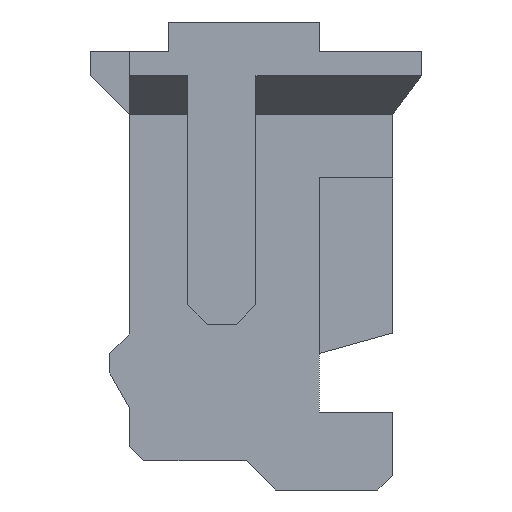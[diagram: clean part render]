
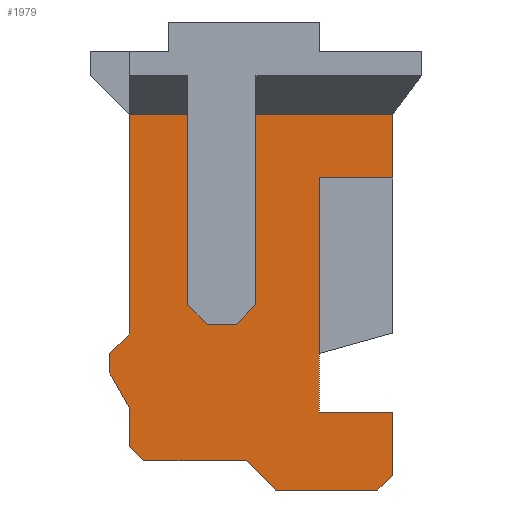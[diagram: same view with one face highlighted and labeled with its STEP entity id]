
A CAD part, left-side view. The second image highlights one B-rep face of the part: STEP entity #1979.
In plain terms, the highlighted planar face has unit normal (-1, 0, 0).
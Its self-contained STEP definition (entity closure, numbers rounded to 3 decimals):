
#196=ORIENTED_EDGE('',*,*,#750,.T.);
#197=ORIENTED_EDGE('',*,*,#751,.T.);
#198=ORIENTED_EDGE('',*,*,#699,.T.);
#199=ORIENTED_EDGE('',*,*,#752,.F.);
#200=ORIENTED_EDGE('',*,*,#753,.T.);
#201=ORIENTED_EDGE('',*,*,#754,.T.);
#202=ORIENTED_EDGE('',*,*,#670,.T.);
#203=ORIENTED_EDGE('',*,*,#755,.F.);
#204=ORIENTED_EDGE('',*,*,#756,.F.);
#205=ORIENTED_EDGE('',*,*,#757,.F.);
#206=ORIENTED_EDGE('',*,*,#758,.F.);
#207=ORIENTED_EDGE('',*,*,#759,.F.);
#208=ORIENTED_EDGE('',*,*,#760,.F.);
#209=ORIENTED_EDGE('',*,*,#761,.F.);
#210=ORIENTED_EDGE('',*,*,#644,.T.);
#211=ORIENTED_EDGE('',*,*,#762,.T.);
#212=ORIENTED_EDGE('',*,*,#763,.T.);
#213=ORIENTED_EDGE('',*,*,#764,.T.);
#214=ORIENTED_EDGE('',*,*,#640,.T.);
#215=ORIENTED_EDGE('',*,*,#765,.T.);
#216=ORIENTED_EDGE('',*,*,#766,.F.);
#217=ORIENTED_EDGE('',*,*,#767,.F.);
#640=EDGE_CURVE('',#925,#924,#1112,.T.);
#644=EDGE_CURVE('',#929,#928,#1116,.T.);
#670=EDGE_CURVE('',#951,#918,#1141,.T.);
#699=EDGE_CURVE('',#973,#974,#1170,.T.);
#750=EDGE_CURVE('',#1014,#1015,#1220,.T.);
#751=EDGE_CURVE('',#1015,#973,#1221,.T.);
#752=EDGE_CURVE('',#1016,#974,#1222,.T.);
#753=EDGE_CURVE('',#1016,#1017,#1223,.T.);
#754=EDGE_CURVE('',#1017,#951,#1224,.T.);
#755=EDGE_CURVE('',#1018,#918,#1225,.T.);
#756=EDGE_CURVE('',#1019,#1018,#1226,.T.);
#757=EDGE_CURVE('',#1020,#1019,#1227,.T.);
#758=EDGE_CURVE('',#1021,#1020,#1228,.T.);
#759=EDGE_CURVE('',#1022,#1021,#1229,.T.);
#760=EDGE_CURVE('',#1023,#1022,#1230,.T.);
#761=EDGE_CURVE('',#929,#1023,#1231,.T.);
#762=EDGE_CURVE('',#928,#1024,#1232,.T.);
#763=EDGE_CURVE('',#1024,#1025,#1233,.T.);
#764=EDGE_CURVE('',#1025,#925,#1234,.T.);
#765=EDGE_CURVE('',#924,#1026,#1235,.F.);
#766=EDGE_CURVE('',#1027,#1026,#1236,.T.);
#767=EDGE_CURVE('',#1014,#1027,#1237,.T.);
#918=VERTEX_POINT('',#2738);
#924=VERTEX_POINT('',#2753);
#925=VERTEX_POINT('',#2755);
#928=VERTEX_POINT('',#2761);
#929=VERTEX_POINT('',#2763);
#951=VERTEX_POINT('',#2813);
#973=VERTEX_POINT('',#2870);
#974=VERTEX_POINT('',#2871);
#1014=VERTEX_POINT('',#2970);
#1015=VERTEX_POINT('',#2971);
#1016=VERTEX_POINT('',#2974);
#1017=VERTEX_POINT('',#2976);
#1018=VERTEX_POINT('',#2979);
#1019=VERTEX_POINT('',#2981);
#1020=VERTEX_POINT('',#2983);
#1021=VERTEX_POINT('',#2985);
#1022=VERTEX_POINT('',#2987);
#1023=VERTEX_POINT('',#2989);
#1024=VERTEX_POINT('',#2992);
#1025=VERTEX_POINT('',#2994);
#1026=VERTEX_POINT('',#2997);
#1027=VERTEX_POINT('',#2999);
#1112=LINE('',#2754,#1396);
#1116=LINE('',#2762,#1400);
#1141=LINE('',#2812,#1425);
#1170=LINE('',#2869,#1454);
#1220=LINE('',#2969,#1504);
#1221=LINE('',#2972,#1505);
#1222=LINE('',#2973,#1506);
#1223=LINE('',#2975,#1507);
#1224=LINE('',#2977,#1508);
#1225=LINE('',#2978,#1509);
#1226=LINE('',#2980,#1510);
#1227=LINE('',#2982,#1511);
#1228=LINE('',#2984,#1512);
#1229=LINE('',#2986,#1513);
#1230=LINE('',#2988,#1514);
#1231=LINE('',#2990,#1515);
#1232=LINE('',#2991,#1516);
#1233=LINE('',#2993,#1517);
#1234=LINE('',#2995,#1518);
#1235=LINE('',#2996,#1519);
#1236=LINE('',#2998,#1520);
#1237=LINE('',#3000,#1521);
#1396=VECTOR('',#2230,1000.);
#1400=VECTOR('',#2234,1000.);
#1425=VECTOR('',#2265,1000.);
#1454=VECTOR('',#2306,1000.);
#1504=VECTOR('',#2374,1000.);
#1505=VECTOR('',#2375,1000.);
#1506=VECTOR('',#2376,1000.);
#1507=VECTOR('',#2377,1000.);
#1508=VECTOR('',#2378,1000.);
#1509=VECTOR('',#2379,1000.);
#1510=VECTOR('',#2380,1000.);
#1511=VECTOR('',#2381,1000.);
#1512=VECTOR('',#2382,1000.);
#1513=VECTOR('',#2383,1000.);
#1514=VECTOR('',#2384,1000.);
#1515=VECTOR('',#2385,1000.);
#1516=VECTOR('',#2386,1000.);
#1517=VECTOR('',#2387,1000.);
#1518=VECTOR('',#2388,1000.);
#1519=VECTOR('',#2389,1000.);
#1520=VECTOR('',#2390,1000.);
#1521=VECTOR('',#2391,1000.);
#1667=EDGE_LOOP('',(#196,#197,#198,#199,#200,#201,#202,#203,#204,#205,#206,
#207,#208,#209,#210,#211,#212,#213,#214,#215,#216,#217));
#1773=FACE_BOUND('',#1667,.T.);
#1879=PLANE('',#2098);
#1979=ADVANCED_FACE('',(#1773),#1879,.F.);
#2098=AXIS2_PLACEMENT_3D('',#2968,#2372,#2373);
#2230=DIRECTION('',(0.,0.,-1.));
#2234=DIRECTION('',(0.,0.,-1.));
#2265=DIRECTION('',(0.,0.,1.));
#2306=DIRECTION('',(0.,0.,1.));
#2372=DIRECTION('',(1.,0.,0.));
#2373=DIRECTION('',(0.,0.,-1.));
#2374=DIRECTION('',(0.,-1.,0.));
#2375=DIRECTION('',(0.,-0.707,0.707));
#2376=DIRECTION('',(0.,-1.,0.));
#2377=DIRECTION('',(0.,0.,1.));
#2378=DIRECTION('',(0.,-1.,0.));
#2379=DIRECTION('',(0.,-1.,0.));
#2380=DIRECTION('',(0.,0.,1.));
#2381=DIRECTION('',(0.,-0.707,0.707));
#2382=DIRECTION('',(0.,-1.,0.));
#2383=DIRECTION('',(0.,-0.707,-0.707));
#2384=DIRECTION('',(0.,0.,-1.));
#2385=DIRECTION('',(0.,-1.,0.));
#2386=DIRECTION('',(0.,0.707,-0.707));
#2387=DIRECTION('',(0.,0.,-1.));
#2388=DIRECTION('',(0.,-0.496,-0.868));
#2389=DIRECTION('',(0.,0.707,0.707));
#2390=DIRECTION('',(0.,1.,0.));
#2391=DIRECTION('',(0.,0.707,0.707));
#2738=CARTESIAN_POINT('',(-1.65,-1.2,1.45));
#2753=CARTESIAN_POINT('',(-1.65,1.5,-1.95));
#2754=CARTESIAN_POINT('',(-1.65,1.5,2.4));
#2755=CARTESIAN_POINT('',(-1.65,1.5,-1.55));
#2761=CARTESIAN_POINT('',(-1.65,1.5,-0.8));
#2762=CARTESIAN_POINT('',(-1.65,1.5,2.4));
#2763=CARTESIAN_POINT('',(-1.65,1.5,1.45));
#2812=CARTESIAN_POINT('',(-1.65,-1.2,-2.4));
#2813=CARTESIAN_POINT('',(-1.65,-1.2,0.8));
#2869=CARTESIAN_POINT('',(-1.65,-1.2,-2.4));
#2870=CARTESIAN_POINT('',(-1.65,-1.2,-2.25));
#2871=CARTESIAN_POINT('',(-1.65,-1.2,-1.6));
#2968=CARTESIAN_POINT('',(-1.65,5.816,-2.4));
#2969=CARTESIAN_POINT('',(-1.65,5.816,-2.4));
#2970=CARTESIAN_POINT('',(-1.65,0.,-2.4));
#2971=CARTESIAN_POINT('',(-1.65,-1.05,-2.4));
#2972=CARTESIAN_POINT('',(-1.65,-1.05,-2.4));
#2973=CARTESIAN_POINT('',(-1.65,-0.45,-1.6));
#2974=CARTESIAN_POINT('',(-1.65,-0.45,-1.6));
#2975=CARTESIAN_POINT('',(-1.65,-0.45,0.8));
#2976=CARTESIAN_POINT('',(-1.65,-0.45,0.8));
#2977=CARTESIAN_POINT('',(-1.65,-0.45,0.8));
#2978=CARTESIAN_POINT('',(-1.65,5.816,1.45));
#2979=CARTESIAN_POINT('',(-1.65,0.2,1.45));
#2980=CARTESIAN_POINT('',(-1.65,0.2,-2.4));
#2981=CARTESIAN_POINT('',(-1.65,0.2,-0.5));
#2982=CARTESIAN_POINT('',(-1.65,3.958,-4.258));
#2983=CARTESIAN_POINT('',(-1.65,0.4,-0.7));
#2984=CARTESIAN_POINT('',(-1.65,5.816,-0.7));
#2985=CARTESIAN_POINT('',(-1.65,0.7,-0.7));
#2986=CARTESIAN_POINT('',(-1.65,2.408,1.008));
#2987=CARTESIAN_POINT('',(-1.65,0.9,-0.5));
#2988=CARTESIAN_POINT('',(-1.65,0.9,-2.4));
#2989=CARTESIAN_POINT('',(-1.65,0.9,1.45));
#2990=CARTESIAN_POINT('',(-1.65,5.816,1.45));
#2991=CARTESIAN_POINT('',(-1.65,1.5,-0.8));
#2992=CARTESIAN_POINT('',(-1.65,1.7,-1.));
#2993=CARTESIAN_POINT('',(-1.65,1.7,-0.8));
#2994=CARTESIAN_POINT('',(-1.65,1.7,-1.2));
#2995=CARTESIAN_POINT('',(-1.65,1.5,-1.55));
#2996=CARTESIAN_POINT('',(-1.65,1.35,-2.1));
#2997=CARTESIAN_POINT('',(-1.65,1.35,-2.1));
#2998=CARTESIAN_POINT('',(-1.65,5.816,-2.1));
#2999=CARTESIAN_POINT('',(-1.65,0.3,-2.1));
#3000=CARTESIAN_POINT('',(-1.65,2.908,0.508));
